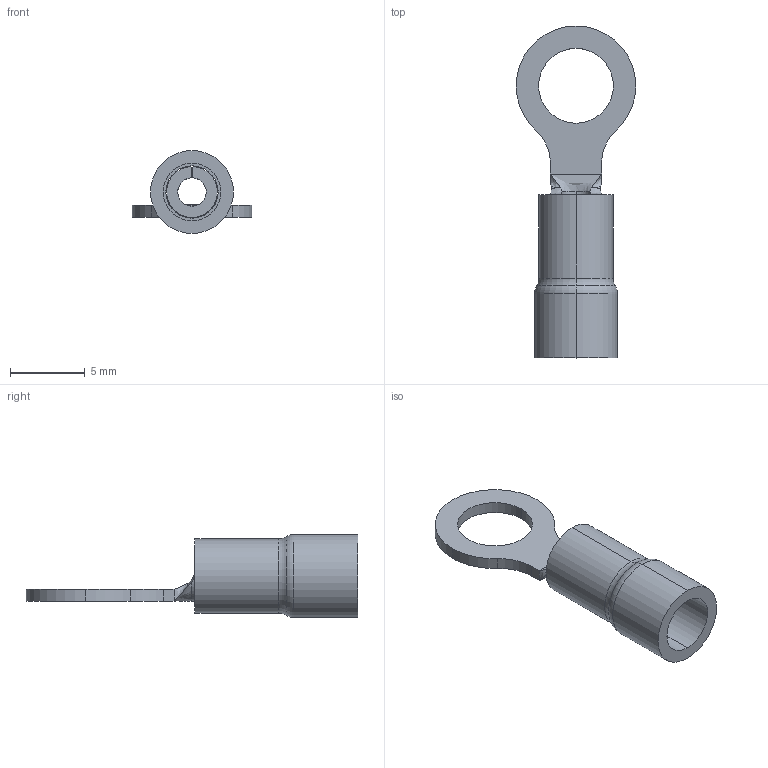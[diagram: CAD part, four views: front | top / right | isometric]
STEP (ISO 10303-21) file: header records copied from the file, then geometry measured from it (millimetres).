
FILE_DESCRIPTION (( 'STEP AP214' ), '1' );
FILE_NAME ('V70RK004005.step', '2017-09-28T13:28:44', ( '' ), ( '' ), 'SwSTEP 2.0', 'SolidWorks 2017', '' );
FILE_SCHEMA (( 'AUTOMOTIVE_DESIGN' ));
Length unit declared in the file: millimetre
Products named in the file (1): V70RK004005
Bounding box: 8 x 22.2 x 5.55 mm (x, y, z)
Volume: 182.8 mm3; surface area: 541.6 mm2
Topology: 2 solids, 2 shells, 45 faces, 114 edges, 74 vertices
Faces by surface type: cylinder 21, plane 12, bspline 8, torus 4
Entity records: 1646 total; most frequent: CARTESIAN_POINT 529, ORIENTED_EDGE 228, DIRECTION 220, EDGE_CURVE 114, AXIS2_PLACEMENT_3D 90, VERTEX_POINT 74, CIRCLE 52, EDGE_LOOP 50
